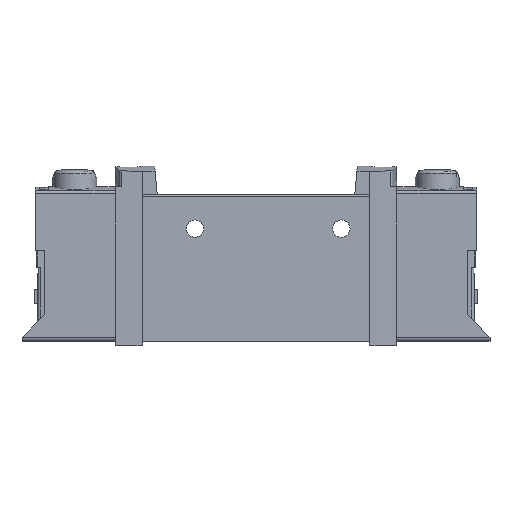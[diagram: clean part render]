
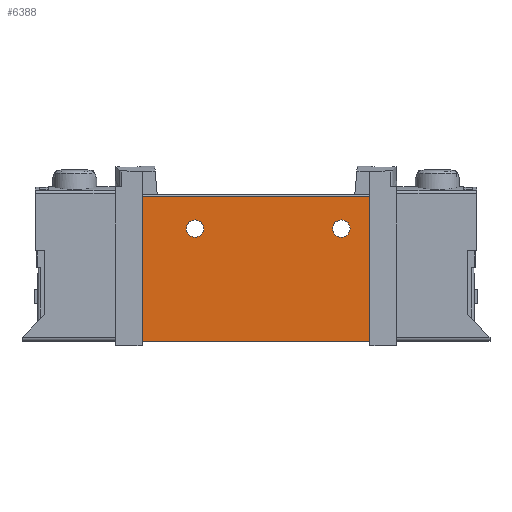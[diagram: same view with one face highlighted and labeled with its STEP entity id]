
A CAD part, top view. The second image highlights one B-rep face of the part: STEP entity #6388.
In plain terms, the highlighted planar face has unit normal (0, 0, 1).
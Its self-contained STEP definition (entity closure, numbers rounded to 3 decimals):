
#102=PLANE('',#6912);
#584=LINE('',#10062,#1240);
#654=LINE('',#10232,#1310);
#657=LINE('',#10240,#1313);
#660=LINE('',#10248,#1316);
#1240=VECTOR('',#7882,1000.);
#1310=VECTOR('',#8022,1000.);
#1313=VECTOR('',#8029,1000.);
#1316=VECTOR('',#8038,1000.);
#2261=ORIENTED_EDGE('',*,*,#4011,.F.);
#2262=ORIENTED_EDGE('',*,*,#4012,.F.);
#2263=ORIENTED_EDGE('',*,*,#3914,.T.);
#2264=ORIENTED_EDGE('',*,*,#4013,.F.);
#2265=ORIENTED_EDGE('',*,*,#4004,.F.);
#2266=ORIENTED_EDGE('',*,*,#4008,.T.);
#3914=EDGE_CURVE('',#4801,#4800,#584,.T.);
#4004=EDGE_CURVE('',#4865,#4866,#654,.T.);
#4008=EDGE_CURVE('',#4865,#4801,#657,.T.);
#4011=EDGE_CURVE('',#4869,#4869,#5237,.F.);
#4012=EDGE_CURVE('',#4870,#4870,#5238,.F.);
#4013=EDGE_CURVE('',#4866,#4800,#660,.T.);
#4800=VERTEX_POINT('',#10061);
#4801=VERTEX_POINT('',#10063);
#4865=VERTEX_POINT('',#10231);
#4866=VERTEX_POINT('',#10233);
#4869=VERTEX_POINT('',#10245);
#4870=VERTEX_POINT('',#10247);
#5237=CIRCLE('',#6913,1.6);
#5238=CIRCLE('',#6914,1.6);
#5437=EDGE_LOOP('',(#2261));
#5438=EDGE_LOOP('',(#2262));
#5439=EDGE_LOOP('',(#2263,#2264,#2265,#2266));
#5885=FACE_BOUND('',#5437,.T.);
#5886=FACE_BOUND('',#5438,.T.);
#5887=FACE_BOUND('',#5439,.T.);
#6388=ADVANCED_FACE('',(#5885,#5886,#5887),#102,.F.);
#6912=AXIS2_PLACEMENT_3D('',#10243,#8032,#8033);
#6913=AXIS2_PLACEMENT_3D('',#10244,#8034,#8035);
#6914=AXIS2_PLACEMENT_3D('',#10246,#8036,#8037);
#7882=DIRECTION('',(0.,-1.,0.));
#8022=DIRECTION('',(0.,-1.,0.));
#8029=DIRECTION('',(-1.,0.,0.));
#8032=DIRECTION('',(0.,0.,-1.));
#8033=DIRECTION('',(-1.,0.,0.));
#8034=DIRECTION('',(0.,0.,-1.));
#8035=DIRECTION('',(-1.,0.,0.));
#8036=DIRECTION('',(0.,0.,-1.));
#8037=DIRECTION('',(-1.,0.,0.));
#8038=DIRECTION('',(-1.,0.,0.));
#10061=CARTESIAN_POINT('',(-21.,0.,5.1));
#10062=CARTESIAN_POINT('',(-21.,26.7,5.1));
#10063=CARTESIAN_POINT('',(-21.,26.7,5.1));
#10231=CARTESIAN_POINT('',(21.,26.7,5.1));
#10232=CARTESIAN_POINT('',(21.,26.7,5.1));
#10233=CARTESIAN_POINT('',(21.,0.,5.1));
#10240=CARTESIAN_POINT('',(21.,26.7,5.1));
#10243=CARTESIAN_POINT('',(21.,26.7,5.1));
#10244=CARTESIAN_POINT('',(-11.25,20.8,5.1));
#10245=CARTESIAN_POINT('',(-12.85,20.8,5.1));
#10246=CARTESIAN_POINT('',(15.75,20.8,5.1));
#10247=CARTESIAN_POINT('',(14.15,20.8,5.1));
#10248=CARTESIAN_POINT('',(21.,0.,5.1));
